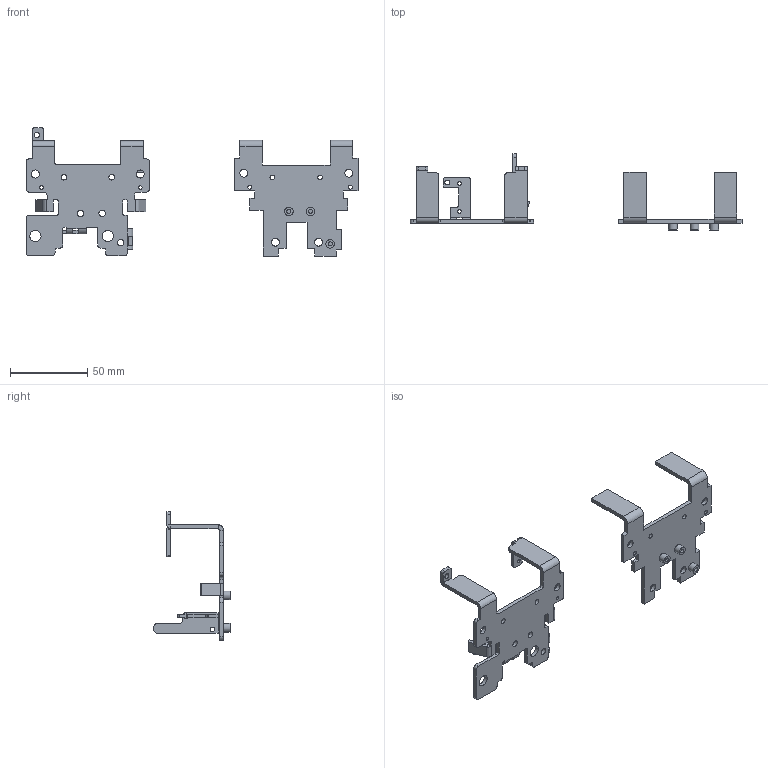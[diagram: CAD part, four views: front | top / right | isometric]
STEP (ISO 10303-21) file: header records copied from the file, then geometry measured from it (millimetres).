
FILE_DESCRIPTION(/* description */ (''),/* implementation_level */ '2;1');
FILE_NAME(/* name */ 'Ender 5 S1 - Carriage Plate and Extruder Bracket v11.step',/* time_stamp */ '2023-04-27T16:24:17+10:00',/* author */ (''),/* organization */ (''),/* preprocessor_version */ 'ST-DEVELOPER v19.2',/* originating_system */ 'Autodesk Translation Framework v12.4.0.73',/* authorisation */ '');
FILE_SCHEMA (('AUTOMOTIVE_DESIGN { 1 0 10303 214 3 1 1 }'));
Length unit declared in the file: millimetre
Products named in the file (3): Ender 5 S1 - Carriage Plate and Extruder Bracket; Extruder Plate (Untested but more complete version); Carriage Plate (Tested OK Version)
Assembly tree (2 placements, depth 2):
  Ender 5 S1 - Carriage Plate and Extruder Bracket
    Extruder Plate (Untested but more complete version)
    Carriage Plate (Tested OK Version)
Bounding box: 215 x 49.3 x 83.1 mm (x, y, z)
Volume: 26348.2 mm3; surface area: 25288 mm2
Topology: 2 solids, 2 shells, 275 faces, 723 edges, 450 vertices
Faces by surface type: plane 170, cylinder 105
Full cylindrical faces by diameter (mm): 2.3 x6, 2.7 x5, 3 x4, 3.2 x1, 3.5 x1, 3.6 x2, 4.2 x3, 5 x4, 5.2 x2, 5.6 x3, 7.35 x2
Entity records: 8602 total; most frequent: DIRECTION 1493, CARTESIAN_POINT 1453, ORIENTED_EDGE 1446, EDGE_CURVE 723, LINE 513, VECTOR 513, AXIS2_PLACEMENT_3D 490, VERTEX_POINT 450
